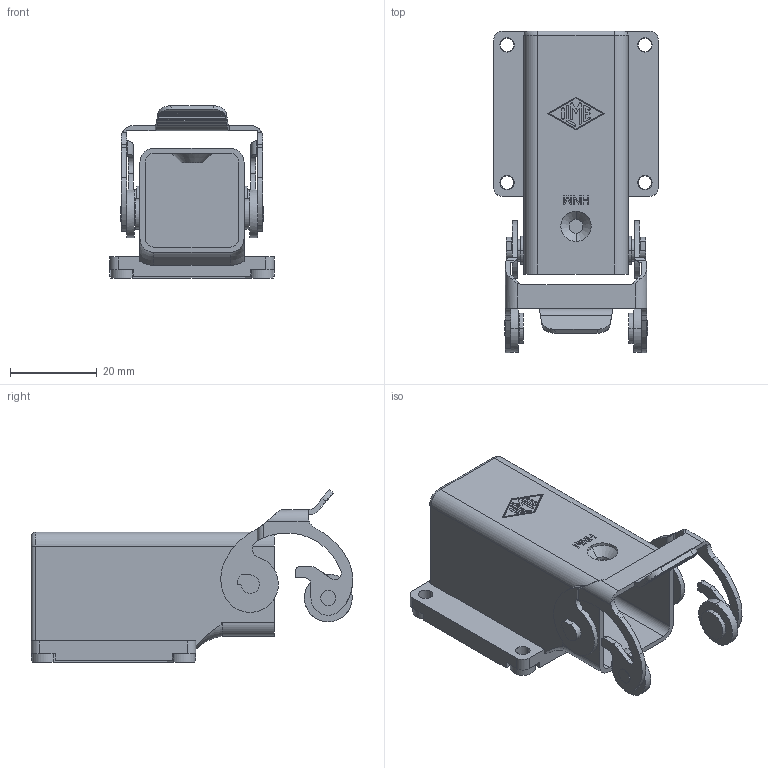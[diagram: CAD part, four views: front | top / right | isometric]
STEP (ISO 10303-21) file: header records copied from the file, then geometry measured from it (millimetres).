
FILE_DESCRIPTION(('Creo Elements/Direct Modeling STEP Export'),'2;1');
FILE_NAME('0ln7uvk5h0nh6s71380','2022-02-01T15:04:55',(''),(''),'Creo Elements/Direct Modeling STEP processor for AP214 (Solid Model)','Creo Elements/Direct Modeling 20.1B 02-Apr-2019 (C) Parametric Technology GmbH','');
FILE_SCHEMA(('AUTOMOTIVE_DESIGN { 1 0 10303 214 1 1 1 1 }'));
Length unit declared in the file: millimetre
Products named in the file (2): RKAX_03_IA4
Assembly tree (1 placements, depth 2):
  RKAX_03_IA4
    RKAX_03_IA4
Bounding box: 38 x 74.16 x 39.8 mm (x, y, z)
Volume: 14321.4 mm3; surface area: 15045.5 mm2
Topology: 1 solids, 1 shells, 328 faces, 904 edges, 605 vertices
Faces by surface type: plane 178, cylinder 143, torus 4, cone 3
Entity records: 13798 total; most frequent: CARTESIAN_POINT 2714, ORIENTED_EDGE 1808, DIRECTION 1718, EDGE_CURVE 904, VERTEX_POINT 605, AXIS2_PLACEMENT_3D 578, VECTOR 562, LINE 562
